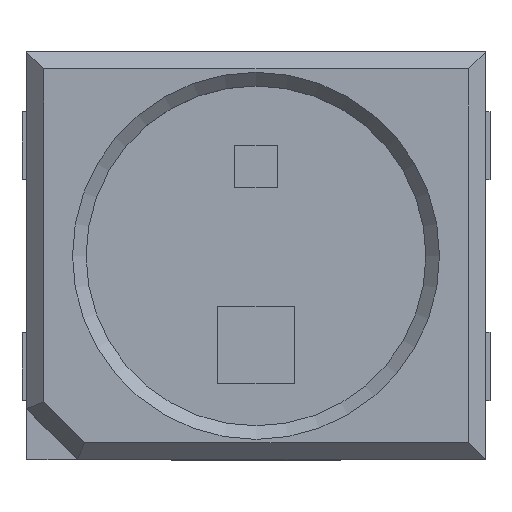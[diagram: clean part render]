
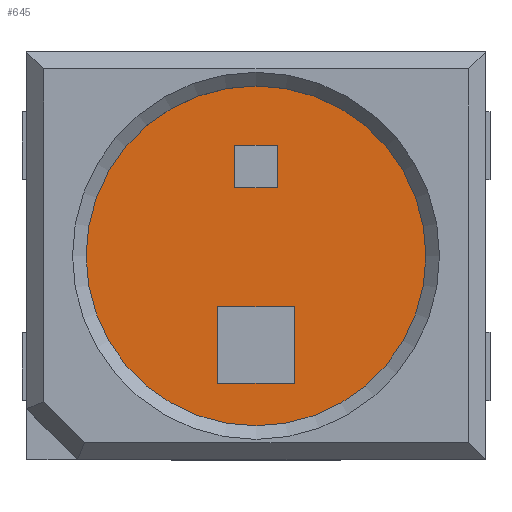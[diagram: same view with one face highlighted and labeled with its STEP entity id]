
A CAD part, top view. The second image highlights one B-rep face of the part: STEP entity #645.
In plain terms, the highlighted planar face has unit normal (0, 0, 1).
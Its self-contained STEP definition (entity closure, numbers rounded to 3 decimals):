
#226 = VERTEX_POINT('',#227);
#227 = CARTESIAN_POINT('',(1.,0.,0.8));
#233 = EDGE_CURVE('',#226,#226,#234,.T.);
#234 = CIRCLE('',#235,1.);
#235 = AXIS2_PLACEMENT_3D('',#236,#237,#238);
#236 = CARTESIAN_POINT('',(0.,0.,0.8));
#237 = DIRECTION('',(0.,0.,1.));
#238 = DIRECTION('',(1.,0.,0.));
#645 = ADVANCED_FACE('',(#646,#649,#683),#717,.T.);
#646 = FACE_BOUND('',#647,.T.);
#647 = EDGE_LOOP('',(#648));
#648 = ORIENTED_EDGE('',*,*,#233,.T.);
#649 = FACE_BOUND('',#650,.T.);
#650 = EDGE_LOOP('',(#651,#661,#669,#677));
#651 = ORIENTED_EDGE('',*,*,#652,.T.);
#652 = EDGE_CURVE('',#653,#655,#657,.T.);
#653 = VERTEX_POINT('',#654);
#654 = CARTESIAN_POINT('',(0.225,-0.75,0.8));
#655 = VERTEX_POINT('',#656);
#656 = CARTESIAN_POINT('',(-0.225,-0.75,0.8));
#657 = LINE('',#658,#659);
#658 = CARTESIAN_POINT('',(0.225,-0.75,0.8));
#659 = VECTOR('',#660,1.);
#660 = DIRECTION('',(-1.,0.,0.));
#661 = ORIENTED_EDGE('',*,*,#662,.T.);
#662 = EDGE_CURVE('',#655,#663,#665,.T.);
#663 = VERTEX_POINT('',#664);
#664 = CARTESIAN_POINT('',(-0.225,-0.3,0.8));
#665 = LINE('',#666,#667);
#666 = CARTESIAN_POINT('',(-0.225,-0.75,0.8));
#667 = VECTOR('',#668,1.);
#668 = DIRECTION('',(0.,1.,0.));
#669 = ORIENTED_EDGE('',*,*,#670,.T.);
#670 = EDGE_CURVE('',#663,#671,#673,.T.);
#671 = VERTEX_POINT('',#672);
#672 = CARTESIAN_POINT('',(0.225,-0.3,0.8));
#673 = LINE('',#674,#675);
#674 = CARTESIAN_POINT('',(-0.225,-0.3,0.8));
#675 = VECTOR('',#676,1.);
#676 = DIRECTION('',(1.,0.,0.));
#677 = ORIENTED_EDGE('',*,*,#678,.T.);
#678 = EDGE_CURVE('',#671,#653,#679,.T.);
#679 = LINE('',#680,#681);
#680 = CARTESIAN_POINT('',(0.225,-0.3,0.8));
#681 = VECTOR('',#682,1.);
#682 = DIRECTION('',(0.,-1.,0.));
#683 = FACE_BOUND('',#684,.T.);
#684 = EDGE_LOOP('',(#685,#695,#703,#711));
#685 = ORIENTED_EDGE('',*,*,#686,.T.);
#686 = EDGE_CURVE('',#687,#689,#691,.T.);
#687 = VERTEX_POINT('',#688);
#688 = CARTESIAN_POINT('',(0.125,0.4,0.8));
#689 = VERTEX_POINT('',#690);
#690 = CARTESIAN_POINT('',(-0.125,0.4,0.8));
#691 = LINE('',#692,#693);
#692 = CARTESIAN_POINT('',(0.125,0.4,0.8));
#693 = VECTOR('',#694,1.);
#694 = DIRECTION('',(-1.,0.,0.));
#695 = ORIENTED_EDGE('',*,*,#696,.T.);
#696 = EDGE_CURVE('',#689,#697,#699,.T.);
#697 = VERTEX_POINT('',#698);
#698 = CARTESIAN_POINT('',(-0.125,0.65,0.8));
#699 = LINE('',#700,#701);
#700 = CARTESIAN_POINT('',(-0.125,0.4,0.8));
#701 = VECTOR('',#702,1.);
#702 = DIRECTION('',(0.,1.,0.));
#703 = ORIENTED_EDGE('',*,*,#704,.T.);
#704 = EDGE_CURVE('',#697,#705,#707,.T.);
#705 = VERTEX_POINT('',#706);
#706 = CARTESIAN_POINT('',(0.125,0.65,0.8));
#707 = LINE('',#708,#709);
#708 = CARTESIAN_POINT('',(-0.125,0.65,0.8));
#709 = VECTOR('',#710,1.);
#710 = DIRECTION('',(1.,0.,0.));
#711 = ORIENTED_EDGE('',*,*,#712,.T.);
#712 = EDGE_CURVE('',#705,#687,#713,.T.);
#713 = LINE('',#714,#715);
#714 = CARTESIAN_POINT('',(0.125,0.65,0.8));
#715 = VECTOR('',#716,1.);
#716 = DIRECTION('',(0.,-1.,0.));
#717 = PLANE('',#718);
#718 = AXIS2_PLACEMENT_3D('',#719,#720,#721);
#719 = CARTESIAN_POINT('',(0.,0.,0.8));
#720 = DIRECTION('',(0.,0.,1.));
#721 = DIRECTION('',(1.,0.,0.));
